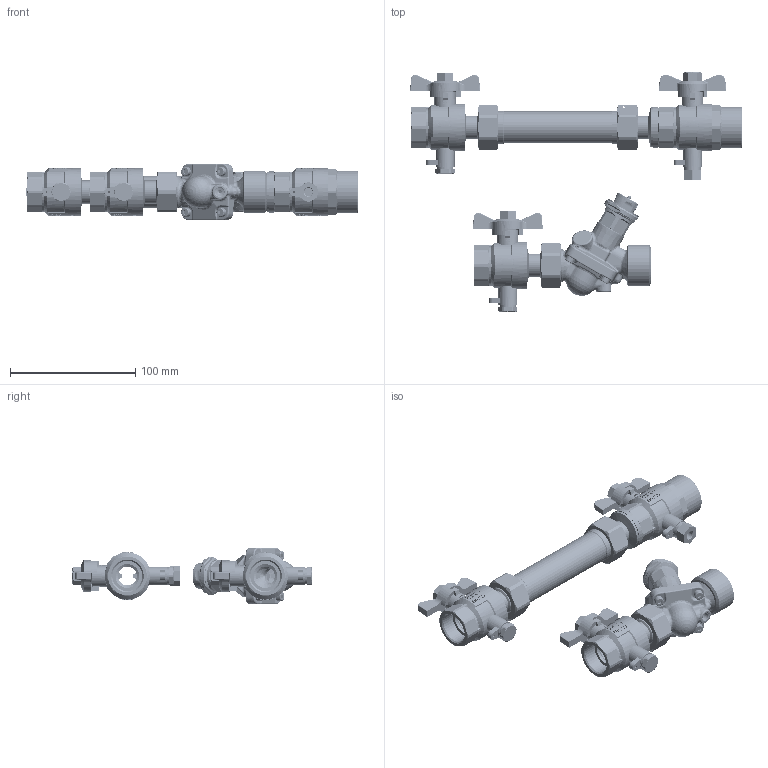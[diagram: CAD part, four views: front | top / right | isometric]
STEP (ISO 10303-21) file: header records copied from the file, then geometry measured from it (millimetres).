
FILE_DESCRIPTION(/* description */ ('Unknown'),/* implementation_level */ '2;1');
FILE_NAME(/* name */ '80230020',/* time_stamp */ '2023-07-12T13:33:44+02:00',/* author */ ('Unknown'),/* organization */ ('Unknown'),/* preprocessor_version */ 'ST-DEVELOPER v18.102',/* originating_system */ 'Solid Edge',/* authorisation */ 'Unknown');
FILE_SCHEMA (('AUTOMOTIVE_DESIGN {1 0 10303 214 3 1 1}'));
Length unit declared in the file: millimetre
Products named in the file (63): 80230020; nippel-110-red; 722-55_oa_0; 722-55-Einschraubteil-co; Einschraubteil; 97000077_24x15x2 - 3_4; sperring; Überwurfmutter_3_4; B1; F-griff.1; M8-1_2-3_4.1; Kvrper-co_oa_1; Körper_; Dichtung_0; Schtaube; Spindel-co_oa_2; Stopfbuchse; Spindel; 725_55; StoppRing; Speerring; Dichtung; Stütze; Überwurfmutter; O-Ring; 711-56_Adapter f黵 Kapilarleitung_oa_3; 711-56-Einschraubteil; dichtung; 711-Spindel_oa_4; o-ring; stopfbuchse; Adapter f. Kapilarleitung 1_16; Fl_gel-Griff-co; 600-1_4-3_4-Fl_gelgriff; 600-1_2-Mutter-Fl-G; 722-55_oa_5; Kvrper-co_oa_6; Spindel-co_oa_7; 003z1402_inst_vereinf.; 51340040 ...
Assembly tree (74 placements, depth 5):
  80230020
    nippel-110-red
    722-55_oa_0
      722-55-Einschraubteil-co
        Einschraubteil
        97000077_24x15x2 - 3_4
        sperring
        Überwurfmutter_3_4
      B1
        F-griff.1
        M8-1_2-3_4.1
      Kvrper-co_oa_1
        Körper_
        Dichtung_0
        Schtaube
      Spindel-co_oa_2
        Stopfbuchse
        Spindel
    725_55
      StoppRing
      Speerring
      Dichtung
      Stütze
      Überwurfmutter
      O-Ring
    Dichtung
    711-56_Adapter f黵 Kapilarleitung_oa_3
      711-56-Einschraubteil
      Körper_
      dichtung
      711-Spindel_oa_4
        o-ring
        stopfbuchse
        Spindel
      Adapter f. Kapilarleitung 1_16
      Fl_gel-Griff-co
        600-1_4-3_4-Fl_gelgriff
        600-1_2-Mutter-Fl-G
    722-55_oa_5
      722-55-Einschraubteil-co
        Einschraubteil
        97000077_24x15x2 - 3_4
        sperring
        Überwurfmutter_3_4
      B1
        F-griff.1
        M8-1_2-3_4.1
      Kvrper-co_oa_6
        Körper_
        Dichtung_0
        Schtaube
      Spindel-co_oa_7
        Stopfbuchse
        Spindel
    003z1402_inst_vereinf.
      51340040  x4
      8906580
      8906519
      89066570
      8906702
Bounding box: 264.85 x 190.7 x 45 mm (x, y, z)
Volume: 216448.6 mm3; surface area: 154910.1 mm2
Topology: 62 solids, 62 shells, 6710 faces, 17631 edges, 11320 vertices
Faces by surface type: plane 3882, cylinder 1370, bspline 789, cone 357, torus 230, sphere 82
Full cylindrical faces by diameter (mm): 0.3 x1, 1.5 x4, 1.6 x1, 2.2 x1, 2.5 x1, 3 x3, 3.05 x1, 3.1 x1, 3.3 x5, 3.4 x2, 3.5 x2, 3.93 x4, 4.3 x4, 5 x3, 5.2 x1, 5.9 x4, 6 x2, 6.5 x2, 6.561 x1, 6.6 x2, 6.7 x3, 6.75 x3, 7 x5, 7.4 x1, 7.5 x1, 8 x3, 8.1 x1, 8.3 x1, 8.9 x3, 8.92 x3
Entity records: 172436 total; most frequent: CARTESIAN_POINT 68772, ORIENTED_EDGE 22030, DIRECTION 19712, EDGE_CURVE 11015, AXIS2_PLACEMENT_3D 7687, VERTEX_POINT 7125, FACE_BOUND 5112, EDGE_LOOP 5102
